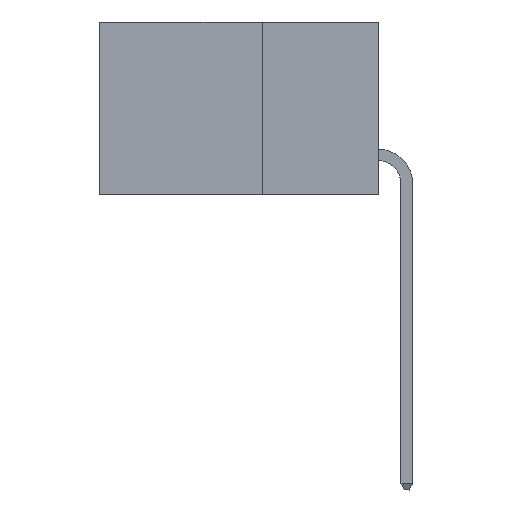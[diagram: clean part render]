
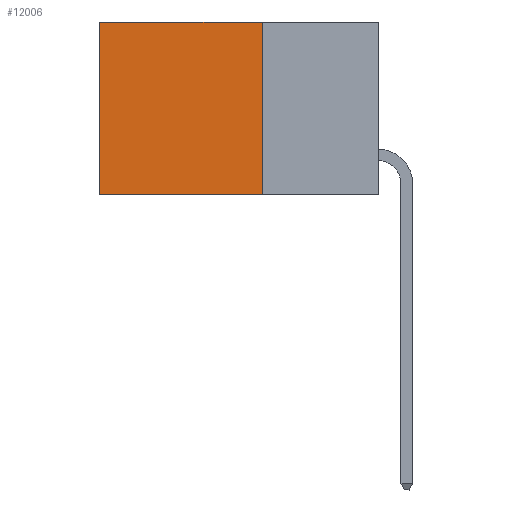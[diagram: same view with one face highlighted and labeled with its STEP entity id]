
A CAD part, left-side view. The second image highlights one B-rep face of the part: STEP entity #12006.
In plain terms, the highlighted planar face has unit normal (-1, 0, 0).
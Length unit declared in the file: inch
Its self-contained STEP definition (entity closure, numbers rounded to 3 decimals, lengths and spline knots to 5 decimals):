
#331 = LINE ( 'NONE', #3106, #7982 ) ;
#1027 = CARTESIAN_POINT ( 'NONE',  ( 0.298, 0.25, 0. ) ) ;
#1035 = CARTESIAN_POINT ( 'NONE',  ( 0.298, 0.25, 0. ) ) ;
#1984 = VECTOR ( 'NONE', #8394, 39.37008 ) ;
#2013 = ORIENTED_EDGE ( 'NONE', *, *, #7062, .F. ) ;
#2095 = LINE ( 'NONE', #14849, #9178 ) ;
#2497 = DIRECTION ( 'NONE',  ( 1., 0., 0. ) ) ;
#2555 = DIRECTION ( 'NONE',  ( 0., 0., -1. ) ) ;
#3106 = CARTESIAN_POINT ( 'NONE',  ( 0.298, 0.25, -0.37 ) ) ;
#3901 = ORIENTED_EDGE ( 'NONE', *, *, #16392, .T. ) ;
#4254 = CARTESIAN_POINT ( 'NONE',  ( 0.298, 0.6, -0.37 ) ) ;
#4417 = VECTOR ( 'NONE', #2555, 39.37008 ) ;
#5352 = VERTEX_POINT ( 'NONE', #6835 ) ;
#6300 = CARTESIAN_POINT ( 'NONE',  ( 0.298, 0.25, -0.37 ) ) ;
#6835 = CARTESIAN_POINT ( 'NONE',  ( 0.298, 0.6, 0. ) ) ;
#6887 = DIRECTION ( 'NONE',  ( 0., 0., -1. ) ) ;
#7062 = EDGE_CURVE ( 'NONE', #17227, #7531, #8583, .T. ) ;
#7392 = CARTESIAN_POINT ( 'NONE',  ( 0.298, 0.25, 0. ) ) ;
#7531 = VERTEX_POINT ( 'NONE', #6300 ) ;
#7982 = VECTOR ( 'NONE', #12689, 39.37008 ) ;
#8394 = DIRECTION ( 'NONE',  ( 0., 1., 0. ) ) ;
#8583 = LINE ( 'NONE', #1027, #4417 ) ;
#9178 = VECTOR ( 'NONE', #6887, 39.37008 ) ;
#9353 = FACE_OUTER_BOUND ( 'NONE', #15474, .T. ) ;
#9512 = PLANE ( 'NONE',  #11751 ) ;
#10851 = VERTEX_POINT ( 'NONE', #4254 ) ;
#11436 = EDGE_CURVE ( 'NONE', #5352, #10851, #2095, .T. ) ;
#11751 = AXIS2_PLACEMENT_3D ( 'NONE', #1035, #2497, #12165 ) ;
#12006 = ADVANCED_FACE ( 'NONE', ( #9353 ), #9512, .F. ) ;
#12160 = LINE ( 'NONE', #14934, #1984 ) ;
#12165 = DIRECTION ( 'NONE',  ( 0., 0., -1. ) ) ;
#12689 = DIRECTION ( 'NONE',  ( 0., 1., 0. ) ) ;
#13992 = ORIENTED_EDGE ( 'NONE', *, *, #11436, .T. ) ;
#14849 = CARTESIAN_POINT ( 'NONE',  ( 0.298, 0.6, 0. ) ) ;
#14934 = CARTESIAN_POINT ( 'NONE',  ( 0.298, 0.25, 0. ) ) ;
#15462 = ORIENTED_EDGE ( 'NONE', *, *, #17692, .F. ) ;
#15474 = EDGE_LOOP ( 'NONE', ( #13992, #15462, #2013, #3901 ) ) ;
#16392 = EDGE_CURVE ( 'NONE', #17227, #5352, #12160, .T. ) ;
#17227 = VERTEX_POINT ( 'NONE', #7392 ) ;
#17692 = EDGE_CURVE ( 'NONE', #7531, #10851, #331, .T. ) ;
